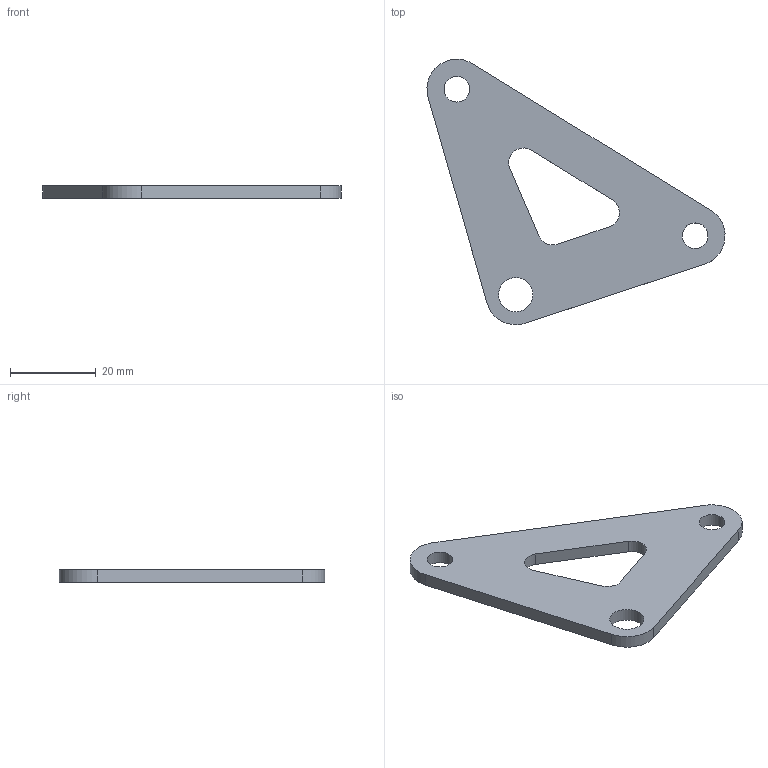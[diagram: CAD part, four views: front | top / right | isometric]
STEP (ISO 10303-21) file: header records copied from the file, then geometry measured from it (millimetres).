
FILE_DESCRIPTION(/* description */ (''),/* implementation_level */ '2;1');
FILE_NAME(/* name */ 'Stabilisator trekant.stp',/* time_stamp */ '2025-08-07T18:12:41+02:00',/* author */ ('roone'),/* organization */ (''),/* preprocessor_version */ 'ST-DEVELOPER v20',/* originating_system */ 'Autodesk Inventor 2025',/* authorisation */ '');
FILE_SCHEMA (('AUTOMOTIVE_DESIGN { 1 0 10303 214 3 1 1 }'));
Length unit declared in the file: millimetre
Products named in the file (1): A - Stabilisator riktig trekant (6)
Bounding box: 69.68 x 62.06 x 3 mm (x, y, z)
Volume: 5810.6 mm3; surface area: 4895.1 mm2
Topology: 1 solids, 1 shells, 17 faces, 45 edges, 31 vertices
Faces by surface type: cylinder 9, plane 8
Full cylindrical faces by diameter (mm): 6 x2, 8 x1
Entity records: 607 total; most frequent: DIRECTION 99, CARTESIAN_POINT 94, ORIENTED_EDGE 90, EDGE_CURVE 45, AXIS2_PLACEMENT_3D 36, VERTEX_POINT 30, LINE 27, VECTOR 27
